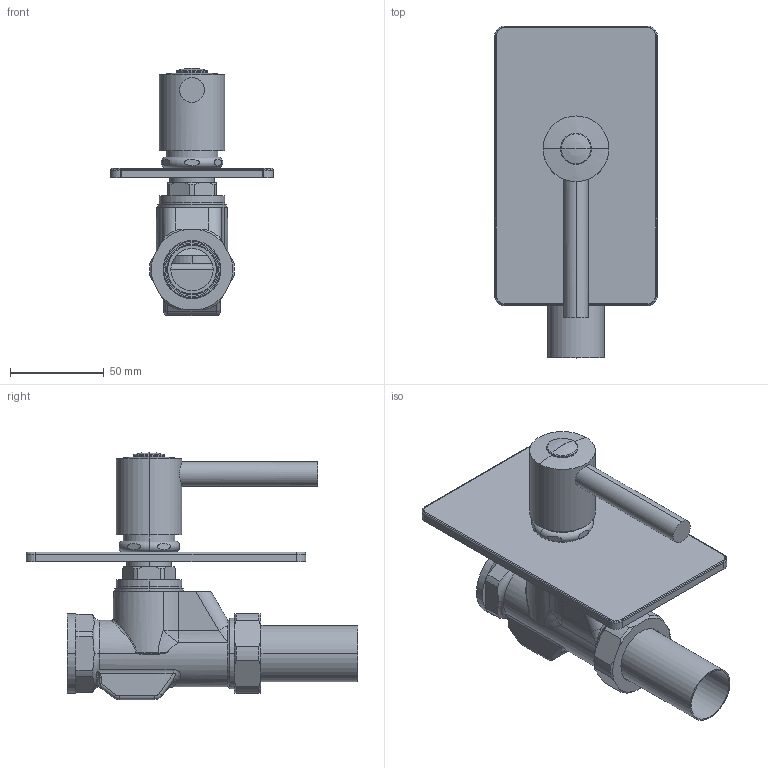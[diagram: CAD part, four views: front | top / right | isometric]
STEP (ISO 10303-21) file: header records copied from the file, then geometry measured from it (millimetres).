
FILE_DESCRIPTION((''),'2;1');
FILE_NAME('ZACC376CR_ASM','2022-01-11T08:37:13',('ut3'),('PAFFONI SpA'),'CREO PARAMETRIC BY PTC INC, 2020044','CREO PARAMETRIC BY PTC INC, 2020044','');
FILE_SCHEMA(('CONFIG_CONTROL_DESIGN','SHAPE_APPEARANCE_LAYERS_GROUPS'));
Length unit declared in the file: millimetre
Products named in the file (15): 4111062CR_A; 4111062CR_B; 4111062CR_C; 4111062CR_D; 4111062CR_E; 4111062CR_F; 4111062CR_G; 4111062CR_H; 4111062CR_ASM; 4061245CR_A; 4061245CR_B; 4061245CR_C; 4061245CR_D; 4061245CR_ASM; ZACC376CR_ASM
Assembly tree (14 placements, depth 3):
  ZACC376CR_ASM
    4111062CR_ASM
      4111062CR_A
      4111062CR_B
      4111062CR_C
      4111062CR_D
      4111062CR_E
      4111062CR_F
      4111062CR_G
      4111062CR_H
    4061245CR_ASM
      4061245CR_A
      4061245CR_B
      4061245CR_C
      4061245CR_D
Bounding box: 86.5 x 176.8 x 131.7 mm (x, y, z)
Volume: 147940.5 mm3; surface area: 115869.6 mm2
Topology: 12 solids, 12 shells, 643 faces, 1611 edges, 1025 vertices
Faces by surface type: plane 291, cylinder 210, cone 62, bspline 42, torus 32, sphere 6
Entity records: 27919 total; most frequent: CARTESIAN_POINT 7602, ORIENTED_EDGE 3210, DIRECTION 3098, PRESENTATION_STYLE_ASSIGNMENT 1620, STYLED_ITEM 1617, CURVE_STYLE 1605, EDGE_CURVE 1605, AXIS2_PLACEMENT_3D 1202
